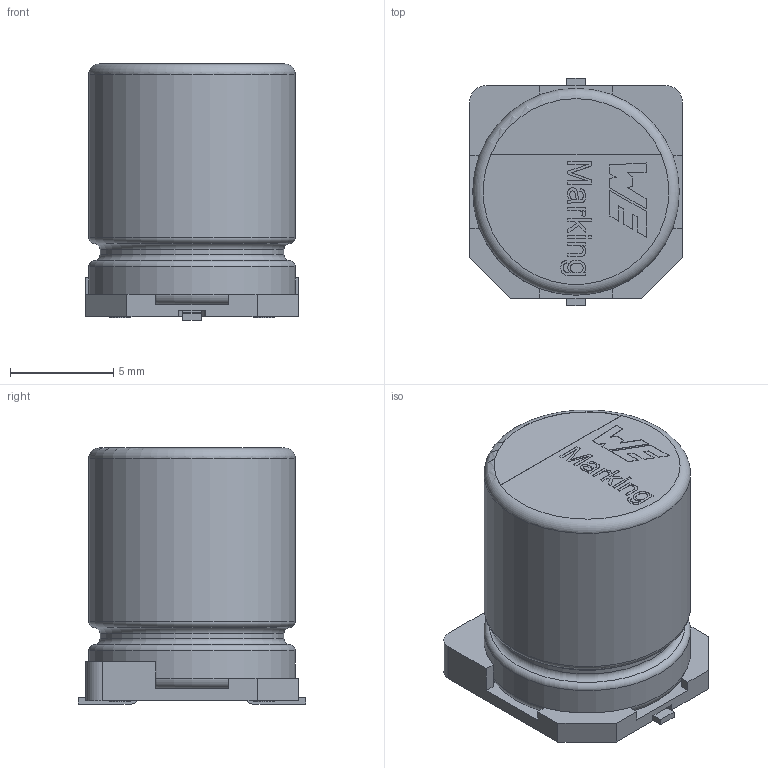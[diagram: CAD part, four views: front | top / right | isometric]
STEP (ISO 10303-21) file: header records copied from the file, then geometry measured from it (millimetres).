
FILE_DESCRIPTION( ( 'Unknown' ), '1' );
FILE_NAME( '10x12.4x4.5.stp', 'Unknown', ( 'Unknown' ), ( 'Unknown' ), 'PSStep 21.0.46', 'Unknown', ' ' );
FILE_SCHEMA( ( 'AUTOMOTIVE_DESIGN { 1 0 10303 214 1 1 1 1 }' ) );
Length unit declared in the file: millimetre
Products named in the file (3): Assem1; Base_Φ10Capacitor; capicitor_10x12.4x4.5
Assembly tree (2 placements, depth 2):
  Assem1
    Base_Φ10Capacitor
    capicitor_10x12.4x4.5
Bounding box: 10.3 x 11 x 12.4 mm (x, y, z)
Volume: 965.7 mm3; surface area: 833 mm2
Topology: 2 solids, 2 shells, 209 faces, 532 edges, 353 vertices
Faces by surface type: plane 147, cylinder 39, extrusion 16, torus 7
Full cylindrical faces by diameter (mm): 1 x6, 1.2 x2, 1.25 x1, 1.45 x1, 2.45 x1, 2.65 x1, 3.65 x1, 3.85 x1, 7 x1, 8.9 x1, 10 x2
Entity records: 8439 total; most frequent: CARTESIAN_POINT 1954, ORIENTED_EDGE 994, DIRECTION 878, EDGE_CURVE 497, VERTEX_POINT 344, AXIS2_PLACEMENT_3D 293, VECTOR 292, LINE 276
